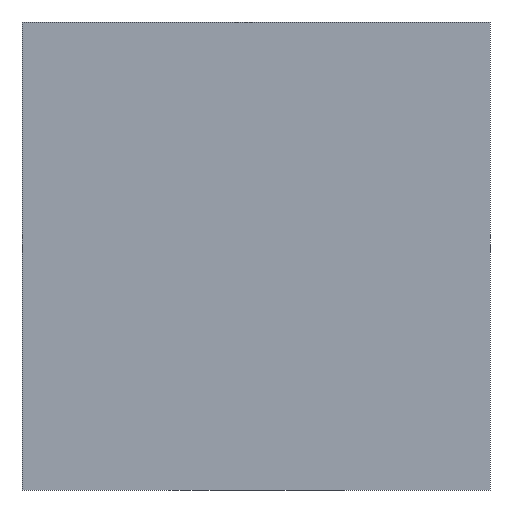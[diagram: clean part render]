
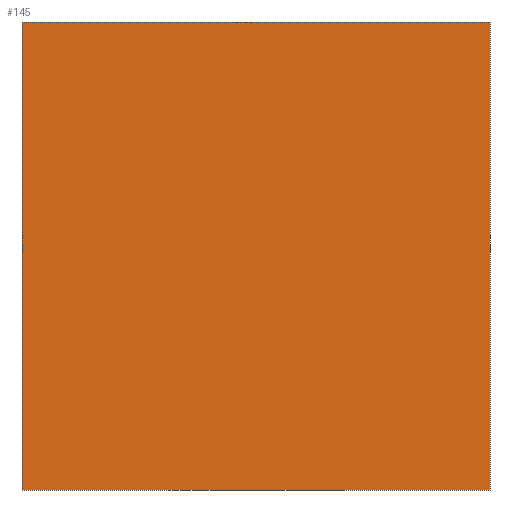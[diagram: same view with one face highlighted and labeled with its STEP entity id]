
A CAD part, front view. The second image highlights one B-rep face of the part: STEP entity #145.
In plain terms, the highlighted planar face has unit normal (0, -1, 0).
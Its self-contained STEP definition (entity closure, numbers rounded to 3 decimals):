
#26=ORIENTED_EDGE('',*,*,#58,.F.);
#27=ORIENTED_EDGE('',*,*,#59,.F.);
#28=ORIENTED_EDGE('',*,*,#60,.T.);
#29=ORIENTED_EDGE('',*,*,#61,.T.);
#58=EDGE_CURVE('',#74,#75,#86,.T.);
#59=EDGE_CURVE('',#76,#74,#87,.T.);
#60=EDGE_CURVE('',#76,#77,#88,.T.);
#61=EDGE_CURVE('',#77,#75,#89,.T.);
#74=VERTEX_POINT('',#223);
#75=VERTEX_POINT('',#224);
#76=VERTEX_POINT('',#226);
#77=VERTEX_POINT('',#228);
#86=LINE('',#222,#98);
#87=LINE('',#225,#99);
#88=LINE('',#227,#100);
#89=LINE('',#229,#101);
#98=VECTOR('',#184,1000.);
#99=VECTOR('',#185,1000.);
#100=VECTOR('',#186,1000.);
#101=VECTOR('',#187,1000.);
#110=EDGE_LOOP('',(#26,#27,#28,#29));
#124=FACE_BOUND('',#110,.T.);
#138=PLANE('',#167);
#145=ADVANCED_FACE('',(#124),#138,.T.);
#167=AXIS2_PLACEMENT_3D('',#221,#182,#183);
#182=DIRECTION('',(0.,-1.,0.));
#183=DIRECTION('',(0.,0.,-1.));
#184=DIRECTION('',(-1.,0.,0.));
#185=DIRECTION('',(0.,0.,-1.));
#186=DIRECTION('',(-1.,0.,0.));
#187=DIRECTION('',(0.,0.,-1.));
#221=CARTESIAN_POINT('',(20.,-20.,23.049));
#222=CARTESIAN_POINT('',(20.,-20.,0.));
#223=CARTESIAN_POINT('',(20.,-20.,0.));
#224=CARTESIAN_POINT('',(-20.,-20.,0.));
#225=CARTESIAN_POINT('',(20.,-20.,23.049));
#226=CARTESIAN_POINT('',(20.,-20.,40.));
#227=CARTESIAN_POINT('',(20.,-20.,40.));
#228=CARTESIAN_POINT('',(-20.,-20.,40.));
#229=CARTESIAN_POINT('',(-20.,-20.,23.049));
